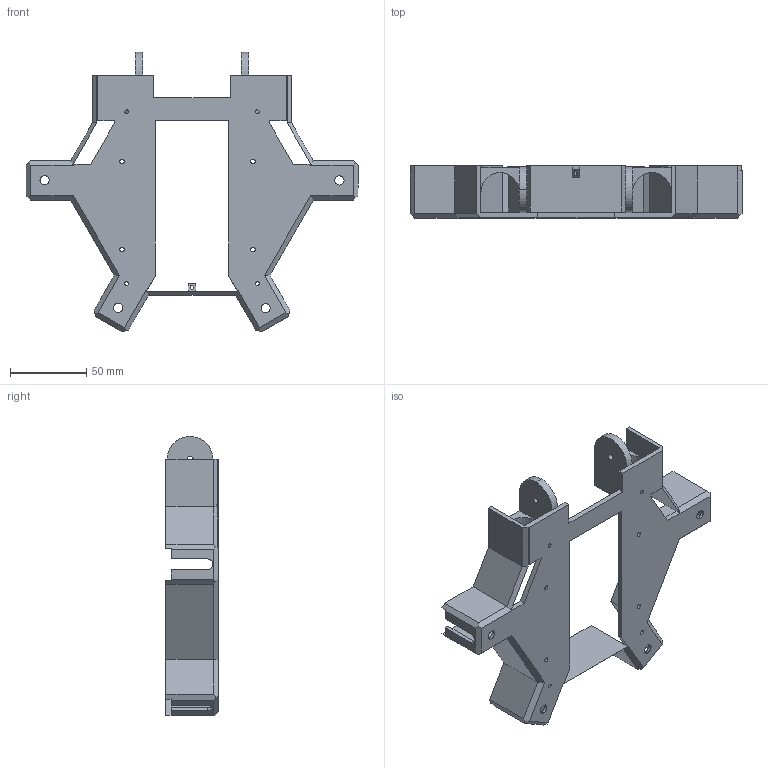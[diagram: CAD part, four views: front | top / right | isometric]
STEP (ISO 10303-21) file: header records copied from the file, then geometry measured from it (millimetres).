
FILE_DESCRIPTION (( 'STEP AP203' ), '1' );
FILE_NAME ('Abdomen_Default_sldprt.STEP', '2020-11-13T20:12:18', ( '' ), ( '' ), 'SwSTEP 2.0', 'SolidWorks 2019', '' );
FILE_SCHEMA (( 'CONFIG_CONTROL_DESIGN' ));
Length unit declared in the file: millimetre
Products named in the file (1): Abdomen_Default_sldprt
Bounding box: 218.21 x 34.4 x 183.61 mm (x, y, z)
Volume: 112486.5 mm3; surface area: 79194.2 mm2
Topology: 1 solids, 1 shells, 199 faces, 565 edges, 364 vertices
Faces by surface type: plane 142, cylinder 57
Entity records: 6548 total; most frequent: CARTESIAN_POINT 1147, ORIENTED_EDGE 1130, DIRECTION 1067, EDGE_CURVE 565, VECTOR 451, LINE 451, VERTEX_POINT 364, AXIS2_PLACEMENT_3D 308
